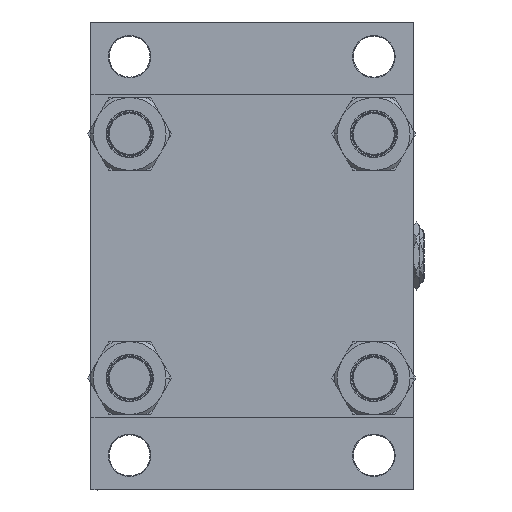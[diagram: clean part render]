
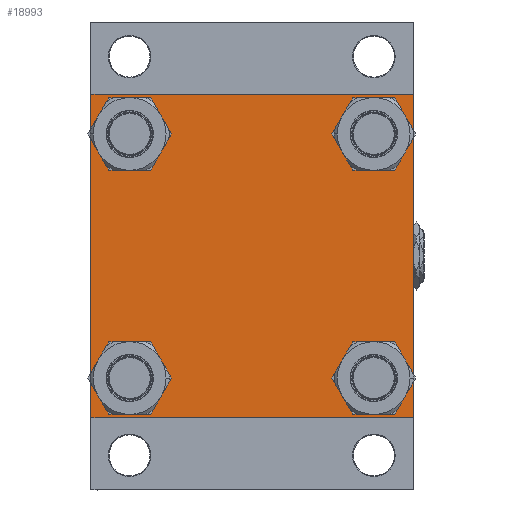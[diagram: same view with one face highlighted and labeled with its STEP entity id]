
A CAD part, left-side view. The second image highlights one B-rep face of the part: STEP entity #18993.
In plain terms, the highlighted planar face has unit normal (-1, 0, 0).
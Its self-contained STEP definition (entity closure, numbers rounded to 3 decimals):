
#79 = CARTESIAN_POINT ( 'NONE',  ( 0., 102., -102.5 ) ) ;
#473 = VECTOR ( 'NONE', #9311, 1000. ) ;
#891 = EDGE_CURVE ( 'NONE', #27620, #2860, #17512, .T. ) ;
#1347 = ORIENTED_EDGE ( 'NONE', *, *, #17487, .T. ) ;
#1748 = CIRCLE ( 'NONE', #19668, 14. ) ;
#1920 = VERTEX_POINT ( 'NONE', #29232 ) ;
#2080 = CARTESIAN_POINT ( 'NONE',  ( 0., -77.45, -91.45 ) ) ;
#2430 = AXIS2_PLACEMENT_3D ( 'NONE', #15352, #15856, #47209 ) ;
#2745 = EDGE_CURVE ( 'NONE', #1920, #43110, #48073, .T. ) ;
#2860 = VERTEX_POINT ( 'NONE', #46813 ) ;
#3168 = AXIS2_PLACEMENT_3D ( 'NONE', #32514, #40430, #45020 ) ;
#3285 = AXIS2_PLACEMENT_3D ( 'NONE', #24921, #5788, #48144 ) ;
#3576 = FACE_BOUND ( 'NONE', #17253, .T. ) ;
#3917 = ORIENTED_EDGE ( 'NONE', *, *, #18870, .T. ) ;
#4077 = PLANE ( 'NONE',  #15162 ) ;
#4190 = CARTESIAN_POINT ( 'NONE',  ( 0., 102., 102.5 ) ) ;
#4568 = VERTEX_POINT ( 'NONE', #43664 ) ;
#4841 = LINE ( 'NONE', #20396, #41571 ) ;
#5008 = CARTESIAN_POINT ( 'NONE',  ( 0., 102.5, -102.5 ) ) ;
#5255 = DIRECTION ( 'NONE',  ( 0., 0.707, 0.707 ) ) ;
#5671 = VERTEX_POINT ( 'NONE', #2080 ) ;
#5788 = DIRECTION ( 'NONE',  ( 1., 0., 0. ) ) ;
#5957 = EDGE_CURVE ( 'NONE', #48802, #5671, #1748, .T. ) ;
#7253 = VERTEX_POINT ( 'NONE', #4190 ) ;
#7689 = ORIENTED_EDGE ( 'NONE', *, *, #32589, .T. ) ;
#8597 = LINE ( 'NONE', #12680, #19505 ) ;
#8725 = EDGE_CURVE ( 'NONE', #2860, #42312, #34434, .T. ) ;
#9142 = CIRCLE ( 'NONE', #14864, 14. ) ;
#9311 = DIRECTION ( 'NONE',  ( 0., -0.707, -0.707 ) ) ;
#10016 = VECTOR ( 'NONE', #41125, 1000. ) ;
#10157 = CARTESIAN_POINT ( 'NONE',  ( 0., -102.5, -102. ) ) ;
#10278 = CARTESIAN_POINT ( 'NONE',  ( 0., 102.5, 102.5 ) ) ;
#10439 = CARTESIAN_POINT ( 'NONE',  ( 0., -77.45, -77.45 ) ) ;
#10466 = DIRECTION ( 'NONE',  ( 0., 0., 1. ) ) ;
#10529 = CARTESIAN_POINT ( 'NONE',  ( 0., -77.45, 91.45 ) ) ;
#10580 = EDGE_LOOP ( 'NONE', ( #42102, #38285 ) ) ;
#10719 = CARTESIAN_POINT ( 'NONE',  ( 0., -77.45, 77.45 ) ) ;
#10771 = DIRECTION ( 'NONE',  ( 0., 0., 1. ) ) ;
#11879 = CARTESIAN_POINT ( 'NONE',  ( 0., 102.5, -102. ) ) ;
#11962 = CIRCLE ( 'NONE', #12757, 14. ) ;
#12011 = CARTESIAN_POINT ( 'NONE',  ( 0., -102.25, -102.25 ) ) ;
#12680 = CARTESIAN_POINT ( 'NONE',  ( 0., -102.25, 102.25 ) ) ;
#12684 = VECTOR ( 'NONE', #18529, 1000. ) ;
#12757 = AXIS2_PLACEMENT_3D ( 'NONE', #37309, #34227, #33481 ) ;
#13686 = EDGE_CURVE ( 'NONE', #13784, #45818, #25558, .T. ) ;
#13784 = VERTEX_POINT ( 'NONE', #46694 ) ;
#13828 = LINE ( 'NONE', #22465, #40401 ) ;
#14335 = DIRECTION ( 'NONE',  ( 0., 0.707, -0.707 ) ) ;
#14864 = AXIS2_PLACEMENT_3D ( 'NONE', #10719, #15048, #10466 ) ;
#15048 = DIRECTION ( 'NONE',  ( 1., 0., 0. ) ) ;
#15162 = AXIS2_PLACEMENT_3D ( 'NONE', #19891, #27041, #23461 ) ;
#15352 = CARTESIAN_POINT ( 'NONE',  ( 0., 77.45, -77.45 ) ) ;
#15856 = DIRECTION ( 'NONE',  ( 1., 0., 0. ) ) ;
#16672 = EDGE_LOOP ( 'NONE', ( #41941, #44243 ) ) ;
#17164 = VERTEX_POINT ( 'NONE', #21417 ) ;
#17253 = EDGE_LOOP ( 'NONE', ( #24255, #36881 ) ) ;
#17487 = EDGE_CURVE ( 'NONE', #46454, #27620, #39912, .T. ) ;
#17512 = LINE ( 'NONE', #5008, #26833 ) ;
#18529 = DIRECTION ( 'NONE',  ( 0., -1., 0. ) ) ;
#18806 = CARTESIAN_POINT ( 'NONE',  ( 0., 77.45, 77.45 ) ) ;
#18870 = EDGE_CURVE ( 'NONE', #7253, #17164, #13828, .T. ) ;
#18993 = ADVANCED_FACE ( 'NONE', ( #19388, #3576, #50266, #30608, #30861 ), #4077, .T. ) ;
#19177 = ORIENTED_EDGE ( 'NONE', *, *, #23125, .F. ) ;
#19388 = FACE_BOUND ( 'NONE', #10580, .T. ) ;
#19505 = VECTOR ( 'NONE', #5255, 1000. ) ;
#19668 = AXIS2_PLACEMENT_3D ( 'NONE', #10439, #30054, #25983 ) ;
#19748 = CARTESIAN_POINT ( 'NONE',  ( 0., -77.45, -63.45 ) ) ;
#19891 = CARTESIAN_POINT ( 'NONE',  ( 0., 0., 0. ) ) ;
#20396 = CARTESIAN_POINT ( 'NONE',  ( 0., -102.5, 102.5 ) ) ;
#21417 = CARTESIAN_POINT ( 'NONE',  ( 0., 102.5, 102. ) ) ;
#21625 = DIRECTION ( 'NONE',  ( 1., 0., 0. ) ) ;
#21985 = ORIENTED_EDGE ( 'NONE', *, *, #13686, .T. ) ;
#22243 = AXIS2_PLACEMENT_3D ( 'NONE', #18806, #21625, #30272 ) ;
#22312 = EDGE_LOOP ( 'NONE', ( #21985, #24045 ) ) ;
#22321 = AXIS2_PLACEMENT_3D ( 'NONE', #37528, #25808, #10771 ) ;
#22351 = LINE ( 'NONE', #46307, #12684 ) ;
#22465 = CARTESIAN_POINT ( 'NONE',  ( 0., 102.25, 102.25 ) ) ;
#23125 = EDGE_CURVE ( 'NONE', #7253, #31732, #22351, .T. ) ;
#23370 = ORIENTED_EDGE ( 'NONE', *, *, #43102, .T. ) ;
#23461 = DIRECTION ( 'NONE',  ( 0., 0., 1. ) ) ;
#24045 = ORIENTED_EDGE ( 'NONE', *, *, #43459, .T. ) ;
#24255 = ORIENTED_EDGE ( 'NONE', *, *, #5957, .T. ) ;
#24489 = ORIENTED_EDGE ( 'NONE', *, *, #891, .T. ) ;
#24619 = VERTEX_POINT ( 'NONE', #37118 ) ;
#24670 = CIRCLE ( 'NONE', #22243, 14. ) ;
#24896 = EDGE_CURVE ( 'NONE', #4568, #24619, #11962, .T. ) ;
#24921 = CARTESIAN_POINT ( 'NONE',  ( 0., -77.45, 77.45 ) ) ;
#25558 = CIRCLE ( 'NONE', #22321, 14. ) ;
#25808 = DIRECTION ( 'NONE',  ( 1., 0., 0. ) ) ;
#25823 = LINE ( 'NONE', #10278, #10016 ) ;
#25983 = DIRECTION ( 'NONE',  ( 0., 0., 1. ) ) ;
#26833 = VECTOR ( 'NONE', #28468, 1000. ) ;
#27041 = DIRECTION ( 'NONE',  ( -1., 0., 0. ) ) ;
#27620 = VERTEX_POINT ( 'NONE', #79 ) ;
#28468 = DIRECTION ( 'NONE',  ( 0., -1., 0. ) ) ;
#28633 = ORIENTED_EDGE ( 'NONE', *, *, #8725, .T. ) ;
#29232 = CARTESIAN_POINT ( 'NONE',  ( 0., -77.45, 63.45 ) ) ;
#29395 = CARTESIAN_POINT ( 'NONE',  ( 0., -102., 102.5 ) ) ;
#30054 = DIRECTION ( 'NONE',  ( 1., 0., 0. ) ) ;
#30272 = DIRECTION ( 'NONE',  ( 0., 0., 1. ) ) ;
#30513 = EDGE_CURVE ( 'NONE', #5671, #48802, #43074, .T. ) ;
#30608 = FACE_BOUND ( 'NONE', #22312, .T. ) ;
#30861 = FACE_OUTER_BOUND ( 'NONE', #31174, .T. ) ;
#31174 = EDGE_LOOP ( 'NONE', ( #23370, #1347, #24489, #28633, #48285, #7689, #19177, #3917 ) ) ;
#31732 = VERTEX_POINT ( 'NONE', #29395 ) ;
#32514 = CARTESIAN_POINT ( 'NONE',  ( 0., -77.45, -77.45 ) ) ;
#32567 = CIRCLE ( 'NONE', #2430, 14. ) ;
#32589 = EDGE_CURVE ( 'NONE', #42869, #31732, #8597, .T. ) ;
#33481 = DIRECTION ( 'NONE',  ( 0., 0., 1. ) ) ;
#34227 = DIRECTION ( 'NONE',  ( 1., 0., 0. ) ) ;
#34434 = LINE ( 'NONE', #12011, #41651 ) ;
#35214 = CARTESIAN_POINT ( 'NONE',  ( 0., -102.5, 102. ) ) ;
#36183 = CARTESIAN_POINT ( 'NONE',  ( 0., 77.45, 63.45 ) ) ;
#36246 = EDGE_CURVE ( 'NONE', #24619, #4568, #32567, .T. ) ;
#36881 = ORIENTED_EDGE ( 'NONE', *, *, #30513, .T. ) ;
#37118 = CARTESIAN_POINT ( 'NONE',  ( 0., 77.45, -63.45 ) ) ;
#37309 = CARTESIAN_POINT ( 'NONE',  ( 0., 77.45, -77.45 ) ) ;
#37467 = EDGE_CURVE ( 'NONE', #42869, #42312, #4841, .T. ) ;
#37528 = CARTESIAN_POINT ( 'NONE',  ( 0., 77.45, 77.45 ) ) ;
#38285 = ORIENTED_EDGE ( 'NONE', *, *, #2745, .T. ) ;
#39912 = LINE ( 'NONE', #40412, #473 ) ;
#40029 = DIRECTION ( 'NONE',  ( 0., 0., -1. ) ) ;
#40401 = VECTOR ( 'NONE', #14335, 1000. ) ;
#40412 = CARTESIAN_POINT ( 'NONE',  ( 0., 102.25, -102.25 ) ) ;
#40430 = DIRECTION ( 'NONE',  ( 1., 0., 0. ) ) ;
#41125 = DIRECTION ( 'NONE',  ( 0., 0., -1. ) ) ;
#41571 = VECTOR ( 'NONE', #40029, 1000. ) ;
#41651 = VECTOR ( 'NONE', #43375, 1000. ) ;
#41941 = ORIENTED_EDGE ( 'NONE', *, *, #36246, .T. ) ;
#41958 = EDGE_CURVE ( 'NONE', #43110, #1920, #9142, .T. ) ;
#42102 = ORIENTED_EDGE ( 'NONE', *, *, #41958, .T. ) ;
#42312 = VERTEX_POINT ( 'NONE', #10157 ) ;
#42869 = VERTEX_POINT ( 'NONE', #35214 ) ;
#43074 = CIRCLE ( 'NONE', #3168, 14. ) ;
#43102 = EDGE_CURVE ( 'NONE', #17164, #46454, #25823, .T. ) ;
#43110 = VERTEX_POINT ( 'NONE', #10529 ) ;
#43375 = DIRECTION ( 'NONE',  ( 0., -0.707, 0.707 ) ) ;
#43459 = EDGE_CURVE ( 'NONE', #45818, #13784, #24670, .T. ) ;
#43664 = CARTESIAN_POINT ( 'NONE',  ( 0., 77.45, -91.45 ) ) ;
#44243 = ORIENTED_EDGE ( 'NONE', *, *, #24896, .T. ) ;
#45020 = DIRECTION ( 'NONE',  ( 0., 0., 1. ) ) ;
#45818 = VERTEX_POINT ( 'NONE', #36183 ) ;
#46307 = CARTESIAN_POINT ( 'NONE',  ( 0., 102.5, 102.5 ) ) ;
#46454 = VERTEX_POINT ( 'NONE', #11879 ) ;
#46694 = CARTESIAN_POINT ( 'NONE',  ( 0., 77.45, 91.45 ) ) ;
#46813 = CARTESIAN_POINT ( 'NONE',  ( 0., -102., -102.5 ) ) ;
#47209 = DIRECTION ( 'NONE',  ( 0., 0., 1. ) ) ;
#48073 = CIRCLE ( 'NONE', #3285, 14. ) ;
#48144 = DIRECTION ( 'NONE',  ( 0., 0., 1. ) ) ;
#48285 = ORIENTED_EDGE ( 'NONE', *, *, #37467, .F. ) ;
#48802 = VERTEX_POINT ( 'NONE', #19748 ) ;
#50266 = FACE_BOUND ( 'NONE', #16672, .T. ) ;
